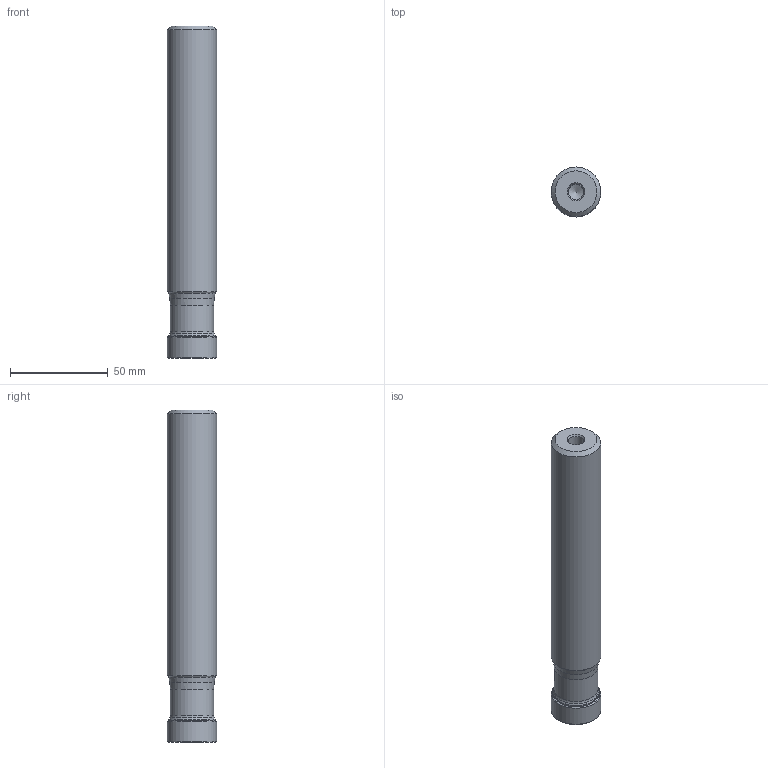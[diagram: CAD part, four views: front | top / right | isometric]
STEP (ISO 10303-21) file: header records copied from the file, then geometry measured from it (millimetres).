
FILE_DESCRIPTION(/* description */ (''),/* implementation_level */ '2;1');
FILE_NAME(/* name */ '202732946ndi000_00.stp',/* time_stamp */ '2019-12-02T08:42:05+01:00',/* author */ (''),/* organization */ (''),/* preprocessor_version */ 'ST-DEVELOPER v16.7',/* originating_system */ 'SIEMENS PLM Software NX 12.0',/* authorisation */ '');
FILE_SCHEMA (('AUTOMOTIVE_DESIGN { 1 0 10303 214 3 1 1 1 }'));
Length unit declared in the file: millimetre
Products named in the file (1): mp546678F319vjma
Bounding box: 25.4 x 25.4 x 170 mm (x, y, z)
Volume: 79473 mm3; surface area: 19511.2 mm2
Topology: 2 solids, 2 shells, 42 faces, 83 edges, 44 vertices
Faces by surface type: revolution 17, cone 11, torus 7, cylinder 4, plane 3
Full cylindrical faces by diameter (mm): 8 x1, 22.207 x1, 23.707 x1, 25.4 x1
Entity records: 1059 total; most frequent: CARTESIAN_POINT 304, DIRECTION 151, FACE_BOUND 82, EDGE_LOOP 82, ORIENTED_EDGE 82, AXIS2_PLACEMENT_3D 67, ADVANCED_FACE 42, VERTEX_POINT 42
